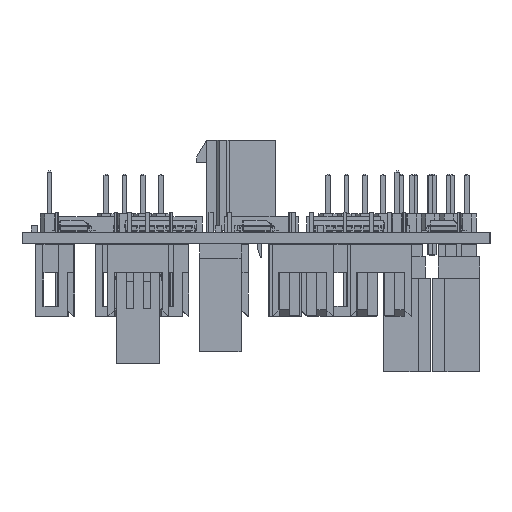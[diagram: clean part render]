
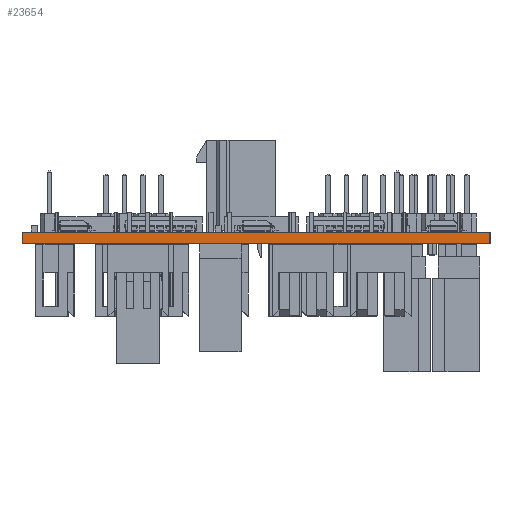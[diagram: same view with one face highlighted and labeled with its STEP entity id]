
A CAD part, left-side view. The second image highlights one B-rep face of the part: STEP entity #23654.
In plain terms, the highlighted planar face has unit normal (-1, 0, 0).
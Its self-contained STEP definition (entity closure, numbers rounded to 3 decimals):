
#848=PLANE('',#25510);
#1982=FACE_OUTER_BOUND('',#3217,.T.);
#3217=EDGE_LOOP('',(#16935,#16936,#16937,#16938));
#4965=LINE('',#34627,#7609);
#4973=LINE('',#34642,#7617);
#4974=LINE('',#34644,#7618);
#4975=LINE('',#34645,#7619);
#7609=VECTOR('',#28342,10.);
#7617=VECTOR('',#28354,10.);
#7618=VECTOR('',#28357,10.);
#7619=VECTOR('',#28358,10.);
#11090=VERTEX_POINT('',#34624);
#11091=VERTEX_POINT('',#34626);
#11095=VERTEX_POINT('',#34638);
#11096=VERTEX_POINT('',#34640);
#13435=EDGE_CURVE('',#11090,#11091,#4965,.T.);
#13443=EDGE_CURVE('',#11095,#11096,#4973,.T.);
#13444=EDGE_CURVE('',#11090,#11095,#4974,.T.);
#13445=EDGE_CURVE('',#11091,#11096,#4975,.T.);
#16935=ORIENTED_EDGE('',*,*,#13444,.T.);
#16936=ORIENTED_EDGE('',*,*,#13443,.T.);
#16937=ORIENTED_EDGE('',*,*,#13445,.F.);
#16938=ORIENTED_EDGE('',*,*,#13435,.F.);
#23654=ADVANCED_FACE('',(#1982),#848,.T.);
#25510=AXIS2_PLACEMENT_3D('',#34643,#28355,#28356);
#28342=DIRECTION('',(0.,0.,1.));
#28354=DIRECTION('',(0.,0.,1.));
#28355=DIRECTION('center_axis',(-1.,0.,0.));
#28356=DIRECTION('ref_axis',(0.,-1.,0.));
#28357=DIRECTION('',(0.,-1.,0.));
#28358=DIRECTION('',(0.,-1.,0.));
#34624=CARTESIAN_POINT('',(0.,65.,0.));
#34626=CARTESIAN_POINT('',(0.,65.,1.57));
#34627=CARTESIAN_POINT('',(0.,65.,0.));
#34638=CARTESIAN_POINT('',(0.,0.,0.));
#34640=CARTESIAN_POINT('',(0.,0.,1.57));
#34642=CARTESIAN_POINT('',(0.,0.,0.));
#34643=CARTESIAN_POINT('Origin',(0.,65.,0.));
#34644=CARTESIAN_POINT('',(0.,65.,0.));
#34645=CARTESIAN_POINT('',(0.,65.,1.57));
